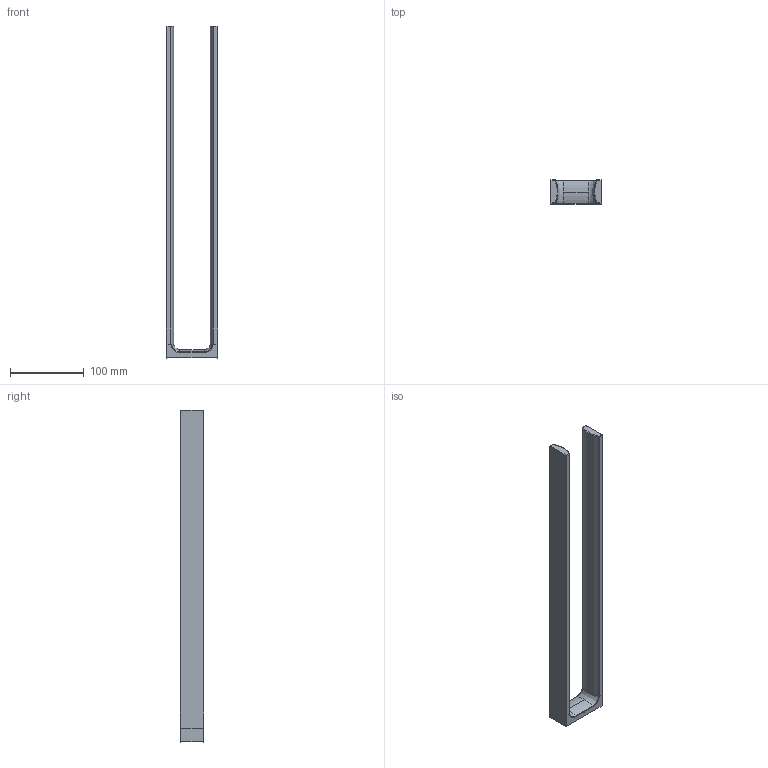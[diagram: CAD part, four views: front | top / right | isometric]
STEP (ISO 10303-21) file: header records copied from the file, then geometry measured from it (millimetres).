
FILE_DESCRIPTION (( 'STEP AP214' ), '1' );
FILE_NAME ('83210976ff_PM.STEP', '2024-02-19T13:22:56', ( '' ), ( '' ), 'SwSTEP 2.0', 'SolidWorks 2023', '' );
FILE_SCHEMA (( 'AUTOMOTIVE_DESIGN' ));
Length unit declared in the file: millimetre
Products named in the file (3): Planungsmodell_Halter-+-052822720_K1_32x432; 83210976ff_PM; Planungsmodell_Aufnahme-+-081797064_K1_32x41
Assembly tree (3 placements, depth 2):
  83210976ff_PM
    Planungsmodell_Halter-+-052822720_K1_32x432  x2
    Planungsmodell_Aufnahme-+-081797064_K1_32x41
Bounding box: 70 x 32 x 451 mm (x, y, z)
Volume: 292745.1 mm3; surface area: 80993.2 mm2
Topology: 3 solids, 6 shells, 173 faces, 416 edges, 255 vertices
Faces by surface type: cylinder 84, plane 49, bspline 30, cone 10
Entity records: 8329 total; most frequent: CARTESIAN_POINT 5005, ORIENTED_EDGE 752, DIRECTION 537, EDGE_CURVE 376, VERTEX_POINT 235, AXIS2_PLACEMENT_3D 183, LINE 171, VECTOR 171
